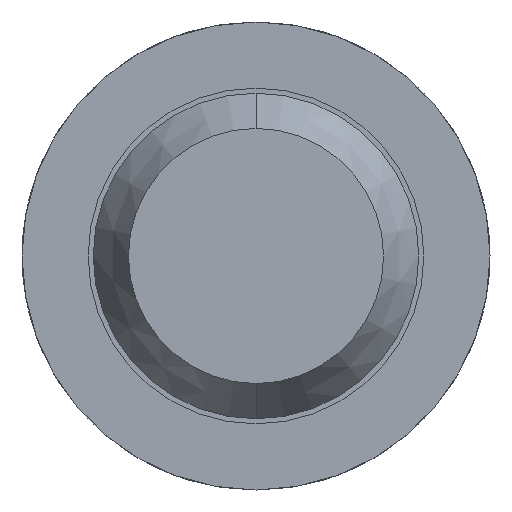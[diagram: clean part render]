
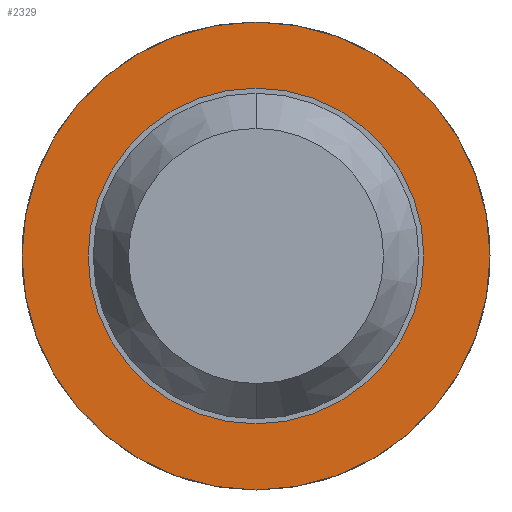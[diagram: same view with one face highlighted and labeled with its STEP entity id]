
A CAD part, front view. The second image highlights one B-rep face of the part: STEP entity #2329.
In plain terms, the highlighted planar face has unit normal (0, -1, 0).
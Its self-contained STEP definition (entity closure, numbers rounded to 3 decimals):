
#110 = ORIENTED_EDGE ( 'NONE', *, *, #2274, .T. ) ;
#146 = AXIS2_PLACEMENT_3D ( 'NONE', #3301, #1562, #3017 ) ;
#463 = PLANE ( 'NONE',  #732 ) ;
#466 = EDGE_CURVE ( 'Defeature ausgef�hrt1_7+Defeature ausgef�hrt1_6+Defeature ausgef�hrt1_6+Defeature ausgef�hrt1_6', #1491, #3209, #3581, .T. ) ;
#475 = CARTESIAN_POINT ( 'NONE',  ( 0., -1.7, 0. ) ) ;
#660 = DIRECTION ( 'NONE',  ( 0., 0., 1. ) ) ;
#661 = CARTESIAN_POINT ( 'NONE',  ( 0., -1.7, -1.15 ) ) ;
#732 = AXIS2_PLACEMENT_3D ( 'NONE', #1273, #1849, #745 ) ;
#745 = DIRECTION ( 'NONE',  ( 0., 0., 1. ) ) ;
#923 = CARTESIAN_POINT ( 'NONE',  ( 0., -1.7, 0. ) ) ;
#968 = CARTESIAN_POINT ( 'NONE',  ( 0., -1.7, 0. ) ) ;
#1018 = EDGE_LOOP ( 'NONE', ( #3228, #110 ) ) ;
#1054 = CARTESIAN_POINT ( 'NONE',  ( 0., -1.7, 0.825 ) ) ;
#1273 = CARTESIAN_POINT ( 'NONE',  ( 0.825, -1.7, 0. ) ) ;
#1323 = EDGE_CURVE ( 'Defeature ausgef�hrt1_0+Defeature ausgef�hrt1_7+Defeature ausgef�hrt1_7+Defeature ausgef�hrt1_7', #3070, #3371, #3439, .T. ) ;
#1491 = VERTEX_POINT ( 'NONE', #1054 ) ;
#1500 = AXIS2_PLACEMENT_3D ( 'NONE', #968, #2932, #3458 ) ;
#1525 = ORIENTED_EDGE ( 'NONE', *, *, #3592, .F. ) ;
#1562 = DIRECTION ( 'NONE',  ( 0., 1., 0. ) ) ;
#1574 = DIRECTION ( 'NONE',  ( 0., 0., 1. ) ) ;
#1587 = FACE_BOUND ( 'NONE', #1018, .T. ) ;
#1804 = CARTESIAN_POINT ( 'NONE',  ( 0., -1.7, -0.825 ) ) ;
#1849 = DIRECTION ( 'NONE',  ( 0., 1., 0. ) ) ;
#1866 = FACE_OUTER_BOUND ( 'NONE', #2913, .T. ) ;
#1958 = CIRCLE ( 'NONE', #3015, 0.825 ) ;
#1996 = CIRCLE ( 'NONE', #1500, 1.15 ) ;
#2065 = DIRECTION ( 'NONE',  ( 0., 1., 0. ) ) ;
#2274 = EDGE_CURVE ( 'Defeature ausgef�hrt1_7+Defeature ausgef�hrt1_6+Defeature ausgef�hrt1_6+Defeature ausgef�hrt1_6', #3209, #1491, #1958, .T. ) ;
#2329 = ADVANCED_FACE ( 'Defeature ausgef�hrt1_7', ( #1866, #1587 ), #463, .F. ) ;
#2386 = AXIS2_PLACEMENT_3D ( 'NONE', #923, #2065, #660 ) ;
#2913 = EDGE_LOOP ( 'NONE', ( #1525, #3292 ) ) ;
#2932 = DIRECTION ( 'NONE',  ( 0., 1., 0. ) ) ;
#3015 = AXIS2_PLACEMENT_3D ( 'NONE', #475, #3541, #1574 ) ;
#3017 = DIRECTION ( 'NONE',  ( 0., 0., 1. ) ) ;
#3070 = VERTEX_POINT ( 'NONE', #661 ) ;
#3083 = CARTESIAN_POINT ( 'NONE',  ( 0., -1.7, 1.15 ) ) ;
#3209 = VERTEX_POINT ( 'NONE', #1804 ) ;
#3228 = ORIENTED_EDGE ( 'NONE', *, *, #466, .T. ) ;
#3292 = ORIENTED_EDGE ( 'NONE', *, *, #1323, .F. ) ;
#3301 = CARTESIAN_POINT ( 'NONE',  ( 0., -1.7, 0. ) ) ;
#3371 = VERTEX_POINT ( 'NONE', #3083 ) ;
#3439 = CIRCLE ( 'NONE', #2386, 1.15 ) ;
#3458 = DIRECTION ( 'NONE',  ( 0., 0., 1. ) ) ;
#3541 = DIRECTION ( 'NONE',  ( 0., 1., 0. ) ) ;
#3581 = CIRCLE ( 'NONE', #146, 0.825 ) ;
#3592 = EDGE_CURVE ( 'Defeature ausgef�hrt1_0+Defeature ausgef�hrt1_7+Defeature ausgef�hrt1_7+Defeature ausgef�hrt1_7', #3371, #3070, #1996, .T. ) ;
